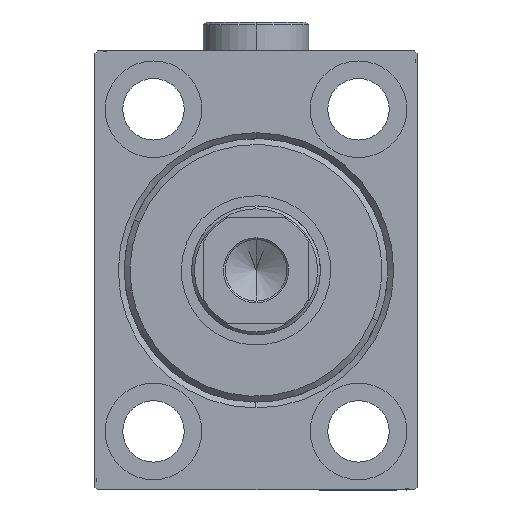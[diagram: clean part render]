
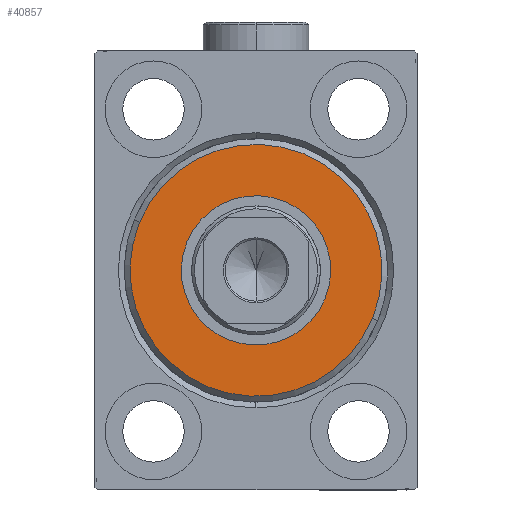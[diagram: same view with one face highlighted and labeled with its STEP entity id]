
A CAD part, left-side view. The second image highlights one B-rep face of the part: STEP entity #40857.
In plain terms, the highlighted face is planar.
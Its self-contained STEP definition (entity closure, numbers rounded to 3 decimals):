
#1239 = AXIS2_PLACEMENT_3D ( 'NONE', #2366, #19949, #1901 ) ;
#1377 = CARTESIAN_POINT ( 'NONE',  ( 3., 0., 0. ) ) ;
#1532 = EDGE_CURVE ( 'NONE', #5701, #12042, #12031, .T. ) ;
#1901 = DIRECTION ( 'NONE',  ( 0., 0., -1. ) ) ;
#2366 = CARTESIAN_POINT ( 'NONE',  ( 3., 0., 0. ) ) ;
#5603 = CIRCLE ( 'NONE', #1239, 12.75 ) ;
#5701 = VERTEX_POINT ( 'NONE', #22135 ) ;
#6420 = EDGE_CURVE ( 'NONE', #12042, #5701, #5603, .T. ) ;
#6806 = CARTESIAN_POINT ( 'NONE',  ( 3., 0., 0. ) ) ;
#7857 = AXIS2_PLACEMENT_3D ( 'NONE', #1377, #30149, #43650 ) ;
#9128 = FACE_BOUND ( 'NONE', #15694, .T. ) ;
#9357 = PLANE ( 'NONE',  #7857 ) ;
#10932 = DIRECTION ( 'NONE',  ( 1., 0., 0. ) ) ;
#11048 = CIRCLE ( 'NONE', #15421, 21.5 ) ;
#12031 = CIRCLE ( 'NONE', #27365, 12.75 ) ;
#12042 = VERTEX_POINT ( 'NONE', #39839 ) ;
#12425 = CIRCLE ( 'NONE', #21916, 21.5 ) ;
#12925 = VERTEX_POINT ( 'NONE', #14865 ) ;
#12946 = ORIENTED_EDGE ( 'NONE', *, *, #15145, .T. ) ;
#14865 = CARTESIAN_POINT ( 'NONE',  ( 3., 0., -21.5 ) ) ;
#15145 = EDGE_CURVE ( 'NONE', #22618, #12925, #12425, .T. ) ;
#15421 = AXIS2_PLACEMENT_3D ( 'NONE', #34474, #10932, #31496 ) ;
#15694 = EDGE_LOOP ( 'NONE', ( #17723, #40885 ) ) ;
#16889 = EDGE_LOOP ( 'NONE', ( #12946, #36639 ) ) ;
#17723 = ORIENTED_EDGE ( 'NONE', *, *, #6420, .T. ) ;
#19949 = DIRECTION ( 'NONE',  ( -1., 0., 0. ) ) ;
#20733 = DIRECTION ( 'NONE',  ( 1., 0., 0. ) ) ;
#21916 = AXIS2_PLACEMENT_3D ( 'NONE', #6806, #20733, #24613 ) ;
#22135 = CARTESIAN_POINT ( 'NONE',  ( 3., 0., -12.75 ) ) ;
#22618 = VERTEX_POINT ( 'NONE', #41799 ) ;
#22782 = EDGE_CURVE ( 'NONE', #12925, #22618, #11048, .T. ) ;
#24613 = DIRECTION ( 'NONE',  ( 0., 0., -1. ) ) ;
#27365 = AXIS2_PLACEMENT_3D ( 'NONE', #31228, #37613, #30993 ) ;
#30149 = DIRECTION ( 'NONE',  ( 1., 0., 0. ) ) ;
#30993 = DIRECTION ( 'NONE',  ( 0., 0., -1. ) ) ;
#31228 = CARTESIAN_POINT ( 'NONE',  ( 3., 0., 0. ) ) ;
#31496 = DIRECTION ( 'NONE',  ( 0., 0., -1. ) ) ;
#32897 = FACE_OUTER_BOUND ( 'NONE', #16889, .T. ) ;
#34474 = CARTESIAN_POINT ( 'NONE',  ( 3., 0., 0. ) ) ;
#36639 = ORIENTED_EDGE ( 'NONE', *, *, #22782, .T. ) ;
#37613 = DIRECTION ( 'NONE',  ( -1., 0., 0. ) ) ;
#39839 = CARTESIAN_POINT ( 'NONE',  ( 3., 0., 12.75 ) ) ;
#40857 = ADVANCED_FACE ( 'NONE', ( #32897, #9128 ), #9357, .T. ) ;
#40885 = ORIENTED_EDGE ( 'NONE', *, *, #1532, .T. ) ;
#41799 = CARTESIAN_POINT ( 'NONE',  ( 3., 0., 21.5 ) ) ;
#43650 = DIRECTION ( 'NONE',  ( 0., 0., -1. ) ) ;
